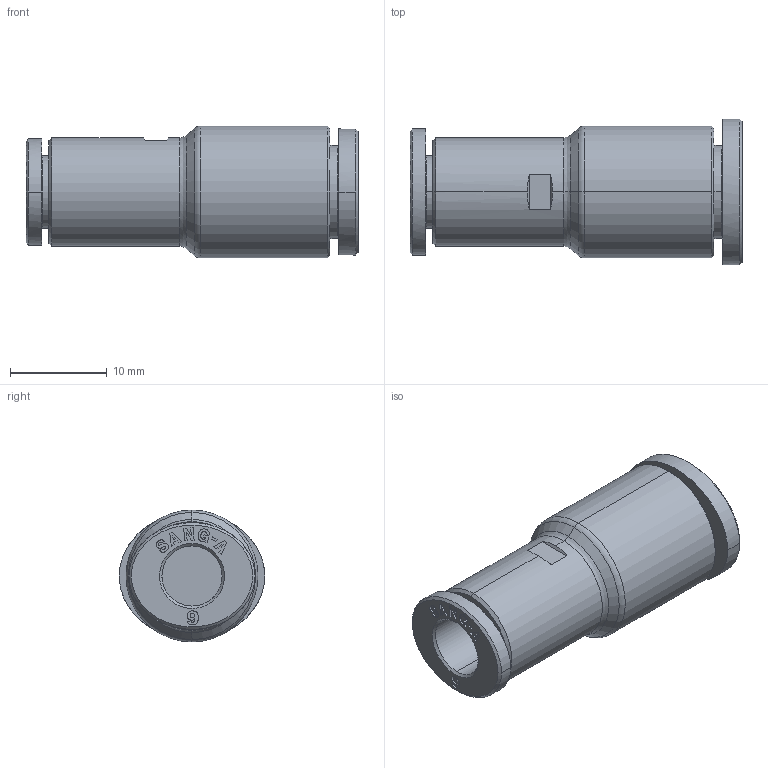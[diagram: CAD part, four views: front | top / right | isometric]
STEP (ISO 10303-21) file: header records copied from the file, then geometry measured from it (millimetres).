
FILE_DESCRIPTION((''),'2;1');
FILE_NAME('GPG_0806(3D).stp','2012-12-20T14:38:20',(''),(''),'Mechanical Desktop.R8.0.24.0','Mechanical Desktop.R8.0.24.0',', , ');
FILE_SCHEMA(('CONFIG_CONTROL_DESIGN'));
Length unit declared in the file: millimetre
Products named in the file (2): GPG_0806(3D); ºÎÇ°1
Assembly tree (1 placements, depth 2):
  GPG_0806(3D)
    ºÎÇ°1
Bounding box: 34.25 x 15 x 13.6 mm (x, y, z)
Volume: 2696.3 mm3; surface area: 2626.1 mm2
Topology: 1 solids, 1 shells, 615 faces, 1724 edges, 1143 vertices
Faces by surface type: plane 508, bspline 61, cylinder 32, cone 12, torus 2
Entity records: 21131 total; most frequent: CARTESIAN_POINT 5234, ORIENTED_EDGE 3448, DIRECTION 3016, EDGE_CURVE 1724, VECTOR 1518, LINE 1518, VERTEX_POINT 1143, AXIS2_PLACEMENT_3D 749
